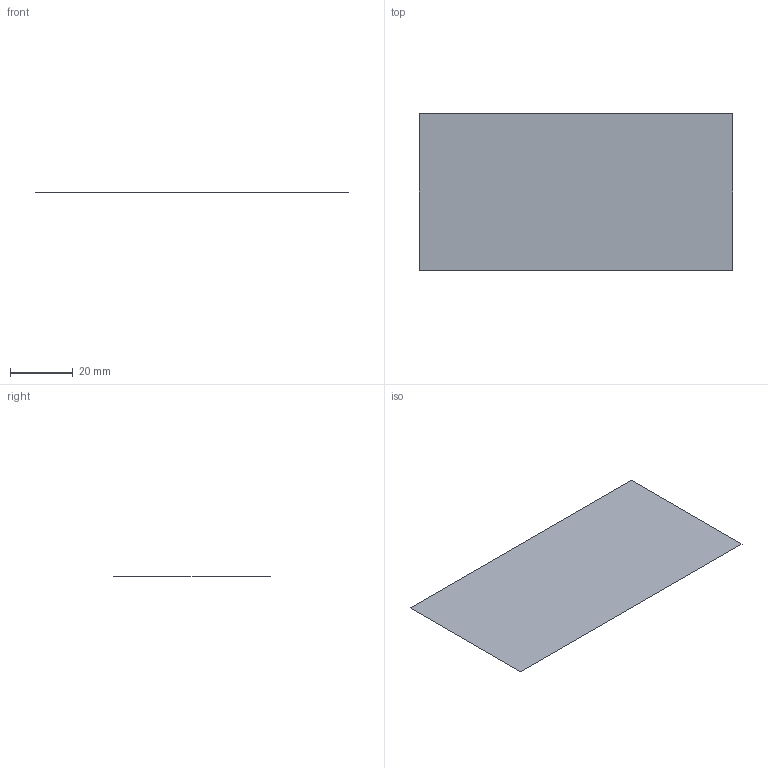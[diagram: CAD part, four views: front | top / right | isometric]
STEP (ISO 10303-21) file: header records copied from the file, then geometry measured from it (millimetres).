
FILE_DESCRIPTION (( 'STEP AP203' ), '1' );
FILE_NAME ('FlatMold3.STEP', '2019-03-01T03:40:55', ( '' ), ( '' ), 'SwSTEP 2.0', 'SolidWorks 2018', '' );
FILE_SCHEMA (( 'CONFIG_CONTROL_DESIGN' ));
Length unit declared in the file: millimetre
Products named in the file (1): FlatMold3
Bounding box: 100 x 50 x 0 mm (x, y, z)
Surface area: 5000 mm2 (no closed solid volume)
Topology: 0 solids, 1 shells, 1 faces, 4 edges, 4 vertices
Faces by surface type: plane 1
Entity records: 125 total; most frequent: CARTESIAN_POINT 10, DIRECTION 8, PERSON_AND_ORGANIZATION 8, CALENDAR_DATE 5, DATE_AND_TIME 5, COORDINATED_UNIVERSAL_TIME_OFFSET 5, LOCAL_TIME 5, CC_DESIGN_PERSON_AND_ORGANIZATION_ASSIGNMENT 5
